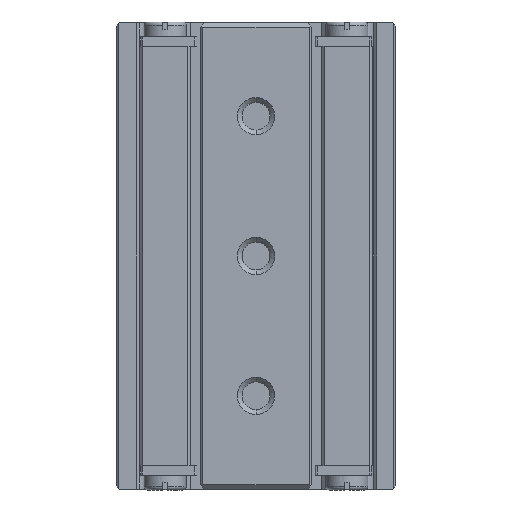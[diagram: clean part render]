
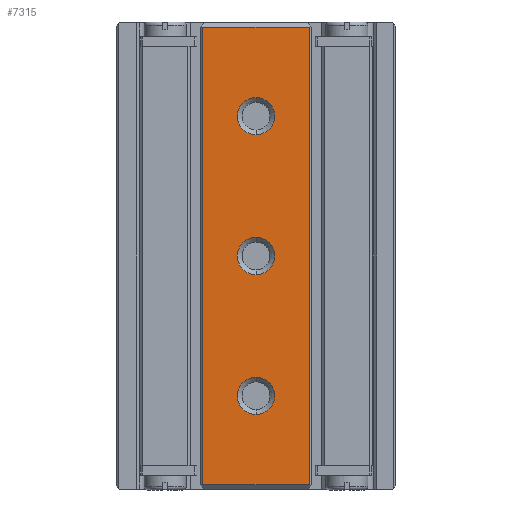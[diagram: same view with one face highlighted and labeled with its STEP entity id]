
A CAD part, front view. The second image highlights one B-rep face of the part: STEP entity #7315.
In plain terms, the highlighted planar face has unit normal (0, -1, 0).
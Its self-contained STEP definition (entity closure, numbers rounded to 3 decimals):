
#6483=FACE_BOUND('',#9155,.T.);
#6484=FACE_BOUND('',#9156,.T.);
#6485=FACE_BOUND('',#9157,.T.);
#6486=FACE_BOUND('',#9158,.T.);
#6620=PLANE('',#22953);
#7315=ADVANCED_FACE('',(#6483,#6484,#6485,#6486),#6620,.F.);
#9155=EDGE_LOOP('',(#13809,#13810));
#9156=EDGE_LOOP('',(#13811,#13812));
#9157=EDGE_LOOP('',(#13813,#13814));
#9158=EDGE_LOOP('',(#13815,#13816,#13817,#13818));
#10192=LINE('',#27790,#11991);
#10193=LINE('',#27793,#11992);
#10194=LINE('',#27795,#11993);
#10195=LINE('',#27797,#11994);
#11991=VECTOR('',#24000,1.);
#11992=VECTOR('',#24001,1.);
#11993=VECTOR('',#24002,1.);
#11994=VECTOR('',#24003,1.);
#13809=ORIENTED_EDGE('',*,*,#20241,.T.);
#13810=ORIENTED_EDGE('',*,*,#20278,.T.);
#13811=ORIENTED_EDGE('',*,*,#20249,.T.);
#13812=ORIENTED_EDGE('',*,*,#20279,.T.);
#13813=ORIENTED_EDGE('',*,*,#20261,.T.);
#13814=ORIENTED_EDGE('',*,*,#20280,.T.);
#13815=ORIENTED_EDGE('',*,*,#20281,.T.);
#13816=ORIENTED_EDGE('',*,*,#20282,.T.);
#13817=ORIENTED_EDGE('',*,*,#20283,.T.);
#13818=ORIENTED_EDGE('',*,*,#20284,.T.);
#18639=VERTEX_POINT('',#27709);
#18640=VERTEX_POINT('',#27711);
#18647=VERTEX_POINT('',#27727);
#18648=VERTEX_POINT('',#27729);
#18655=VERTEX_POINT('',#27751);
#18656=VERTEX_POINT('',#27753);
#18669=VERTEX_POINT('',#27791);
#18670=VERTEX_POINT('',#27792);
#18671=VERTEX_POINT('',#27794);
#18672=VERTEX_POINT('',#27796);
#20241=EDGE_CURVE('',#18640,#18639,#22677,.T.);
#20249=EDGE_CURVE('',#18648,#18647,#22681,.T.);
#20261=EDGE_CURVE('',#18656,#18655,#22685,.T.);
#20278=EDGE_CURVE('',#18639,#18640,#22688,.T.);
#20279=EDGE_CURVE('',#18647,#18648,#22689,.T.);
#20280=EDGE_CURVE('',#18655,#18656,#22690,.T.);
#20281=EDGE_CURVE('',#18669,#18670,#10192,.T.);
#20282=EDGE_CURVE('',#18670,#18671,#10193,.T.);
#20283=EDGE_CURVE('',#18671,#18672,#10194,.T.);
#20284=EDGE_CURVE('',#18672,#18669,#10195,.T.);
#22677=CIRCLE('',#22928,2.);
#22681=CIRCLE('',#22934,2.);
#22685=CIRCLE('',#22942,2.);
#22688=CIRCLE('',#22950,2.);
#22689=CIRCLE('',#22951,2.);
#22690=CIRCLE('',#22952,2.);
#22928=AXIS2_PLACEMENT_3D('',#27710,#23924,#23925);
#22934=AXIS2_PLACEMENT_3D('',#27728,#23940,#23941);
#22942=AXIS2_PLACEMENT_3D('',#27752,#23964,#23965);
#22950=AXIS2_PLACEMENT_3D('',#27787,#23994,#23995);
#22951=AXIS2_PLACEMENT_3D('',#27788,#23996,#23997);
#22952=AXIS2_PLACEMENT_3D('',#27789,#23998,#23999);
#22953=AXIS2_PLACEMENT_3D('',#27798,#24004,#24005);
#23924=DIRECTION('',(0.,1.,0.));
#23925=DIRECTION('',(-1.,0.,0.));
#23940=DIRECTION('',(0.,1.,0.));
#23941=DIRECTION('',(-1.,0.,0.));
#23964=DIRECTION('',(0.,1.,0.));
#23965=DIRECTION('',(-1.,0.,0.));
#23994=DIRECTION('',(0.,1.,0.));
#23995=DIRECTION('',(-1.,0.,0.));
#23996=DIRECTION('',(0.,1.,0.));
#23997=DIRECTION('',(-1.,0.,0.));
#23998=DIRECTION('',(0.,1.,0.));
#23999=DIRECTION('',(-1.,0.,0.));
#24000=DIRECTION('',(0.,0.,-1.));
#24001=DIRECTION('',(1.,0.,0.));
#24002=DIRECTION('',(0.,0.,1.));
#24003=DIRECTION('',(-1.,0.,0.));
#24004=DIRECTION('',(0.,1.,0.));
#24005=DIRECTION('',(-1.,0.,0.));
#27709=CARTESIAN_POINT('',(0.,-0.5,-13.));
#27710=CARTESIAN_POINT('',(0.,-0.5,-15.));
#27711=CARTESIAN_POINT('',(0.,-0.5,-17.));
#27727=CARTESIAN_POINT('',(0.,-0.5,2.));
#27728=CARTESIAN_POINT('',(0.,-0.5,0.));
#27729=CARTESIAN_POINT('',(0.,-0.5,-2.));
#27751=CARTESIAN_POINT('',(0.,-0.5,17.));
#27752=CARTESIAN_POINT('',(0.,-0.5,15.));
#27753=CARTESIAN_POINT('',(0.,-0.5,13.));
#27787=CARTESIAN_POINT('',(0.,-0.5,-15.));
#27788=CARTESIAN_POINT('',(0.,-0.5,0.));
#27789=CARTESIAN_POINT('',(0.,-0.5,15.));
#27790=CARTESIAN_POINT('',(-5.7,-0.5,38.892));
#27791=CARTESIAN_POINT('',(-5.7,-0.5,24.52));
#27792=CARTESIAN_POINT('',(-5.7,-0.5,-24.52));
#27793=CARTESIAN_POINT('',(0.,-0.5,-24.52));
#27794=CARTESIAN_POINT('',(5.7,-0.5,-24.52));
#27795=CARTESIAN_POINT('',(5.7,-0.5,25.));
#27796=CARTESIAN_POINT('',(5.7,-0.5,24.52));
#27797=CARTESIAN_POINT('',(0.,-0.5,24.52));
#27798=CARTESIAN_POINT('',(0.,-0.5,38.892));
